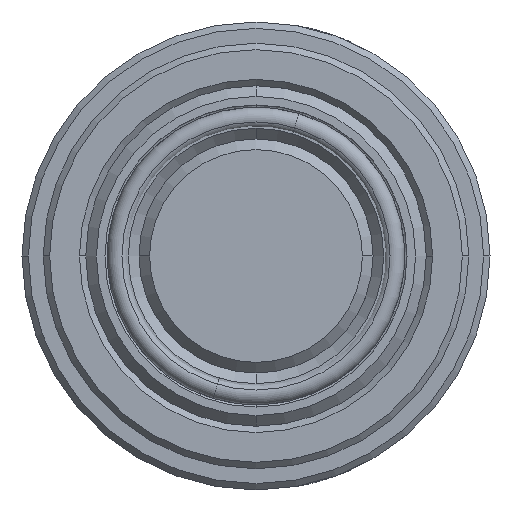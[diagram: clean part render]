
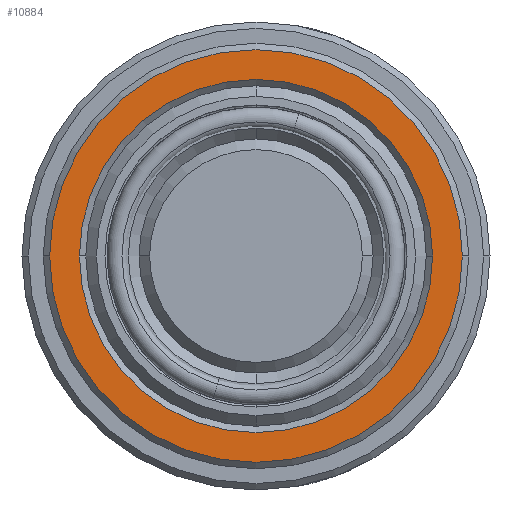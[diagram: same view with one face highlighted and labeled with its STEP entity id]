
A CAD part, front view. The second image highlights one B-rep face of the part: STEP entity #10884.
In plain terms, the highlighted face is planar.
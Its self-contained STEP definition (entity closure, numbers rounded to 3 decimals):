
#7 = CARTESIAN_POINT ( 'NONE',  ( 8.3, 0., 32. ) ) ;
#63 = DIRECTION ( 'NONE',  ( 0., 0., -1. ) ) ;
#1001 = FACE_BOUND ( 'NONE', #15170, .T. ) ;
#2115 = CARTESIAN_POINT ( 'NONE',  ( 0., 0., 32. ) ) ;
#2584 = DIRECTION ( 'NONE',  ( 1., 0., 0. ) ) ;
#2789 = DIRECTION ( 'NONE',  ( 0., 0., -1. ) ) ;
#3017 = DIRECTION ( 'NONE',  ( 1., 0., 0. ) ) ;
#3833 = DIRECTION ( 'NONE',  ( 1., 0., 0. ) ) ;
#4164 = DIRECTION ( 'NONE',  ( 0., 0., 1. ) ) ;
#4812 = AXIS2_PLACEMENT_3D ( 'NONE', #2115, #9367, #8214 ) ;
#6024 = EDGE_CURVE ( 'NONE', #8963, #12797, #9265, .T. ) ;
#6626 = DIRECTION ( 'NONE',  ( 1., 0., 0. ) ) ;
#6817 = ORIENTED_EDGE ( 'NONE', *, *, #8009, .T. ) ;
#7065 = CARTESIAN_POINT ( 'NONE',  ( 0., 0., 32. ) ) ;
#7195 = ORIENTED_EDGE ( 'NONE', *, *, #8500, .T. ) ;
#7650 = CARTESIAN_POINT ( 'NONE',  ( 0., 0., 32. ) ) ;
#7682 = CIRCLE ( 'NONE', #9891, 9.7 ) ;
#7797 = CARTESIAN_POINT ( 'NONE',  ( 0., 0., 32. ) ) ;
#8009 = EDGE_CURVE ( 'NONE', #14910, #9496, #8663, .T. ) ;
#8213 = CARTESIAN_POINT ( 'NONE',  ( 9.7, 0., 32. ) ) ;
#8214 = DIRECTION ( 'NONE',  ( 1., 0., 0. ) ) ;
#8330 = CIRCLE ( 'NONE', #14011, 8.3 ) ;
#8500 = EDGE_CURVE ( 'NONE', #12797, #8963, #7682, .T. ) ;
#8663 = CIRCLE ( 'NONE', #10620, 8.3 ) ;
#8963 = VERTEX_POINT ( 'NONE', #8213 ) ;
#9181 = FACE_OUTER_BOUND ( 'NONE', #10081, .T. ) ;
#9265 = CIRCLE ( 'NONE', #4812, 9.7 ) ;
#9367 = DIRECTION ( 'NONE',  ( 0., 0., 1. ) ) ;
#9496 = VERTEX_POINT ( 'NONE', #9948 ) ;
#9891 = AXIS2_PLACEMENT_3D ( 'NONE', #7065, #14340, #2584 ) ;
#9948 = CARTESIAN_POINT ( 'NONE',  ( -8.3, 0., 32. ) ) ;
#10081 = EDGE_LOOP ( 'NONE', ( #7195, #13517 ) ) ;
#10620 = AXIS2_PLACEMENT_3D ( 'NONE', #14207, #63, #3833 ) ;
#10884 = ADVANCED_FACE ( 'NONE', ( #9181, #1001 ), #12681, .T. ) ;
#12681 = PLANE ( 'NONE',  #13678 ) ;
#12797 = VERTEX_POINT ( 'NONE', #13592 ) ;
#13517 = ORIENTED_EDGE ( 'NONE', *, *, #6024, .T. ) ;
#13573 = ORIENTED_EDGE ( 'NONE', *, *, #14292, .T. ) ;
#13592 = CARTESIAN_POINT ( 'NONE',  ( -9.7, 0., 32. ) ) ;
#13678 = AXIS2_PLACEMENT_3D ( 'NONE', #7797, #4164, #6626 ) ;
#14011 = AXIS2_PLACEMENT_3D ( 'NONE', #7650, #2789, #3017 ) ;
#14207 = CARTESIAN_POINT ( 'NONE',  ( 0., 0., 32. ) ) ;
#14292 = EDGE_CURVE ( 'NONE', #9496, #14910, #8330, .T. ) ;
#14340 = DIRECTION ( 'NONE',  ( 0., 0., 1. ) ) ;
#14910 = VERTEX_POINT ( 'NONE', #7 ) ;
#15170 = EDGE_LOOP ( 'NONE', ( #6817, #13573 ) ) ;
